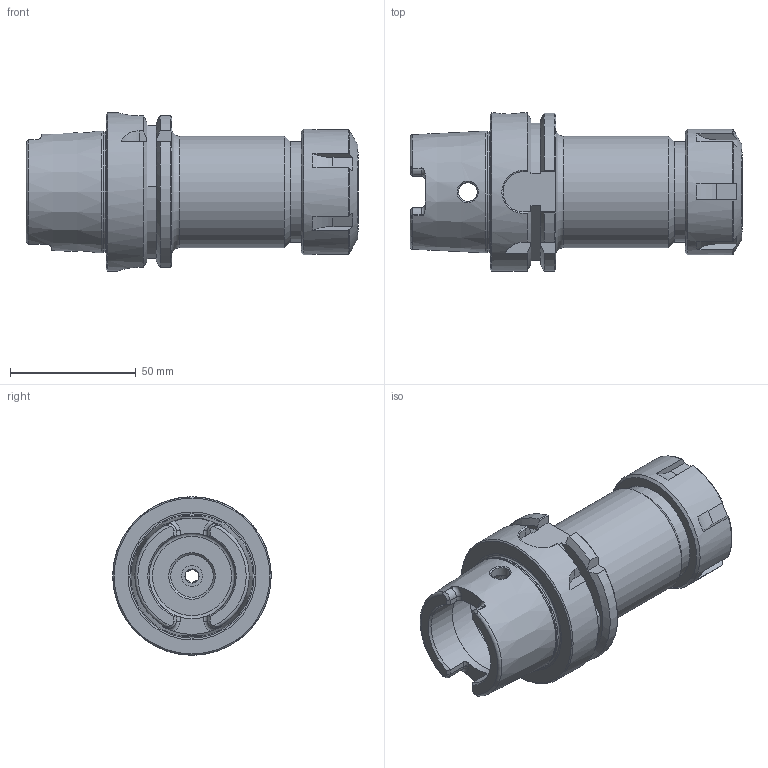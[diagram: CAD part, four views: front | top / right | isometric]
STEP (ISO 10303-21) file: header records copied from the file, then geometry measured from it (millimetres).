
FILE_DESCRIPTION((''),'2;1');
FILE_NAME('H63-32ERF394.stp','2014-08-25T17:33:08',('kaykin'),(''),'Autodesk Inventor 2012','Autodesk Inventor 2012','');
FILE_SCHEMA(('AUTOMOTIVE_DESIGN { 1 0 10303 214 1 1 1 1 }'));
Length unit declared in the file: inch
Products named in the file (4): H63-32ERF394; 32ERN; H63-32ER4-1; BS-18
Assembly tree (3 placements, depth 2):
  H63-32ERF394
    32ERN
    H63-32ER4-1
    BS-18
Bounding box: 132.08 x 63 x 63 mm (x, y, z)
Volume: 165256.4 mm3; surface area: 45643.4 mm2
Topology: 3 solids, 3 shells, 207 faces, 530 edges, 336 vertices
Faces by surface type: plane 85, cylinder 54, cone 38, torus 19, bspline 11
Full cylindrical faces by diameter (mm): 7.112 x1, 7.5 x2, 8.4 x1, 10 x1, 16.916 x1, 17.78 x2, 18.923 x1, 19.016 x1, 20.447 x1, 21.869 x1, 23.495 x1, 27 x1, 31.8 x1, 33 x1, 34 x2, 38.65 x1, 40 x2, 41 x1, 44.45 x1, 48.041 x1, 50 x1, 63 x1
Entity records: 6924 total; most frequent: CARTESIAN_POINT 2216, ORIENTED_EDGE 916, DIRECTION 867, EDGE_CURVE 458, AXIS2_PLACEMENT_3D 362, VERTEX_POINT 321, EDGE_LOOP 281, FACE_OUTER_BOUND 207
